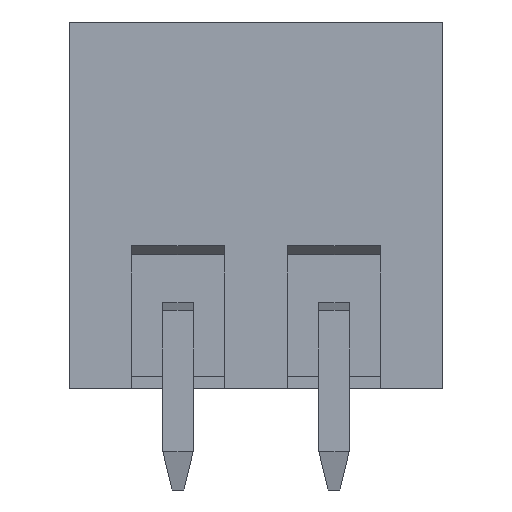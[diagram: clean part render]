
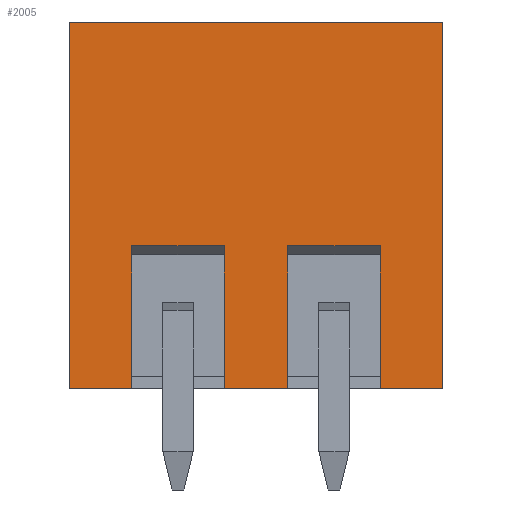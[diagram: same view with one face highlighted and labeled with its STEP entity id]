
A CAD part, front view. The second image highlights one B-rep face of the part: STEP entity #2005.
In plain terms, the highlighted planar face has unit normal (0, -1, 0).
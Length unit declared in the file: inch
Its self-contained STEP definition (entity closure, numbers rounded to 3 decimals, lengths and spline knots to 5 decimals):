
#1=DIRECTION('',(0.,0.,-1.));
#2=VECTOR('',#1,0.47);
#3=CARTESIAN_POINT('',(-0.2395,0.,0.47));
#4=LINE('',#3,#2);
#29=DIRECTION('',(0.,0.,1.));
#30=VECTOR('',#29,0.183);
#31=CARTESIAN_POINT('',(-0.159,0.,0.));
#32=LINE('',#31,#30);
#33=DIRECTION('',(1.,0.,0.));
#34=VECTOR('',#33,0.479);
#35=CARTESIAN_POINT('',(-0.2395,0.,0.47));
#36=LINE('',#35,#34);
#37=DIRECTION('',(0.,0.,1.));
#38=VECTOR('',#37,0.183);
#39=CARTESIAN_POINT('',(0.159,0.,0.));
#40=LINE('',#39,#38);
#41=DIRECTION('',(1.,0.,0.));
#42=VECTOR('',#41,0.118);
#43=CARTESIAN_POINT('',(0.041,0.,0.183));
#44=LINE('',#43,#42);
#45=DIRECTION('',(0.,0.,1.));
#46=VECTOR('',#45,0.183);
#47=CARTESIAN_POINT('',(0.041,0.,0.));
#48=LINE('',#47,#46);
#49=DIRECTION('',(0.,0.,1.));
#50=VECTOR('',#49,0.183);
#51=CARTESIAN_POINT('',(-0.041,0.,0.));
#52=LINE('',#51,#50);
#53=DIRECTION('',(1.,0.,0.));
#54=VECTOR('',#53,0.118);
#55=CARTESIAN_POINT('',(-0.159,0.,0.183));
#56=LINE('',#55,#54);
#105=DIRECTION('',(1.,0.,0.));
#106=VECTOR('',#105,0.082);
#107=CARTESIAN_POINT('',(-0.041,0.,0.));
#108=LINE('',#107,#106);
#121=DIRECTION('',(1.,0.,0.));
#122=VECTOR('',#121,0.0805);
#123=CARTESIAN_POINT('',(0.159,0.,0.));
#124=LINE('',#123,#122);
#125=DIRECTION('',(1.,0.,0.));
#126=VECTOR('',#125,0.0805);
#127=CARTESIAN_POINT('',(-0.2395,0.,0.));
#128=LINE('',#127,#126);
#1084=DIRECTION('',(0.,0.,-1.));
#1085=VECTOR('',#1084,0.47);
#1086=CARTESIAN_POINT('',(0.2395,0.,0.47));
#1087=LINE('',#1086,#1085);
#1499=CARTESIAN_POINT('',(-0.2395,0.,0.47));
#1500=CARTESIAN_POINT('',(-0.2395,0.,0.));
#1501=VERTEX_POINT('',#1499);
#1502=VERTEX_POINT('',#1500);
#1513=CARTESIAN_POINT('',(0.2395,0.,0.47));
#1514=CARTESIAN_POINT('',(0.2395,0.,0.));
#1515=VERTEX_POINT('',#1513);
#1516=VERTEX_POINT('',#1514);
#1652=CARTESIAN_POINT('',(0.041,0.,0.));
#1653=CARTESIAN_POINT('',(0.041,0.,0.183));
#1654=VERTEX_POINT('',#1652);
#1655=VERTEX_POINT('',#1653);
#1656=CARTESIAN_POINT('',(0.159,0.,0.));
#1657=CARTESIAN_POINT('',(0.159,0.,0.183));
#1658=VERTEX_POINT('',#1656);
#1659=VERTEX_POINT('',#1657);
#1848=CARTESIAN_POINT('',(-0.159,0.,0.));
#1849=CARTESIAN_POINT('',(-0.159,0.,0.183));
#1850=VERTEX_POINT('',#1848);
#1851=VERTEX_POINT('',#1849);
#1852=CARTESIAN_POINT('',(-0.041,0.,0.));
#1853=CARTESIAN_POINT('',(-0.041,0.,0.183));
#1854=VERTEX_POINT('',#1852);
#1855=VERTEX_POINT('',#1853);
#1975=CARTESIAN_POINT('',(-0.2395,0.,0.47));
#1976=DIRECTION('',(0.,-1.,0.));
#1977=DIRECTION('',(0.,0.,-1.));
#1978=AXIS2_PLACEMENT_3D('',#1975,#1976,#1977);
#1979=PLANE('',#1978);
#1981=ORIENTED_EDGE('',*,*,#1980,.F.);
#1983=ORIENTED_EDGE('',*,*,#1982,.F.);
#1984=ORIENTED_EDGE('',*,*,#1958,.F.);
#1986=ORIENTED_EDGE('',*,*,#1985,.T.);
#1988=ORIENTED_EDGE('',*,*,#1987,.T.);
#1990=ORIENTED_EDGE('',*,*,#1989,.F.);
#1992=ORIENTED_EDGE('',*,*,#1991,.T.);
#1994=ORIENTED_EDGE('',*,*,#1993,.F.);
#1996=ORIENTED_EDGE('',*,*,#1995,.F.);
#1998=ORIENTED_EDGE('',*,*,#1997,.F.);
#2000=ORIENTED_EDGE('',*,*,#1999,.T.);
#2002=ORIENTED_EDGE('',*,*,#2001,.F.);
#2003=EDGE_LOOP('',(#1981,#1983,#1984,#1986,#1988,#1990,#1992,#1994,#1996,#1998,
#2000,#2002));
#2004=FACE_OUTER_BOUND('',#2003,.F.);
#2005=ADVANCED_FACE('',(#2004),#1979,.T.);
#1958=EDGE_CURVE('',#1501,#1502,#4,.T.);
#1980=EDGE_CURVE('',#1850,#1851,#32,.T.);
#1982=EDGE_CURVE('',#1502,#1850,#128,.T.);
#1985=EDGE_CURVE('',#1501,#1515,#36,.T.);
#1987=EDGE_CURVE('',#1515,#1516,#1087,.T.);
#1989=EDGE_CURVE('',#1658,#1516,#124,.T.);
#1991=EDGE_CURVE('',#1658,#1659,#40,.T.);
#1993=EDGE_CURVE('',#1655,#1659,#44,.T.);
#1995=EDGE_CURVE('',#1654,#1655,#48,.T.);
#1997=EDGE_CURVE('',#1854,#1654,#108,.T.);
#1999=EDGE_CURVE('',#1854,#1855,#52,.T.);
#2001=EDGE_CURVE('',#1851,#1855,#56,.T.);
